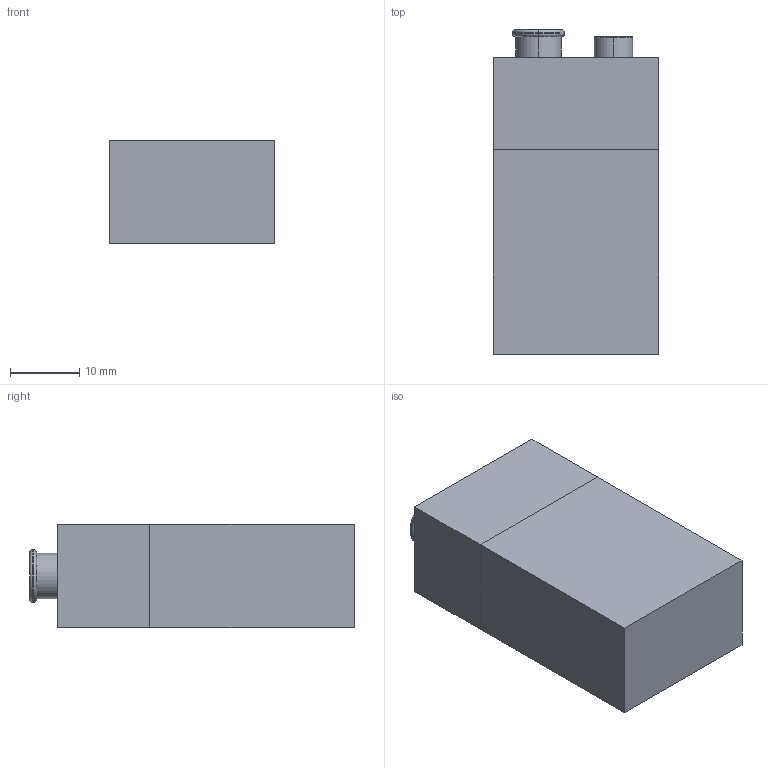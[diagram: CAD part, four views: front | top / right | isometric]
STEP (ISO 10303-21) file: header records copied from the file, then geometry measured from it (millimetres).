
FILE_DESCRIPTION (( 'STEP AP214' ), '1' );
FILE_NAME ('User Library-bateria 9v.STEP', '2015-08-11T16:27:21', ( 'Windows User' ), ( '' ), 'SwSTEP 2.0', 'SolidWorks 2015', '' );
FILE_SCHEMA (( 'AUTOMOTIVE_DESIGN' ));
Length unit declared in the file: millimetre
Products named in the file (1): User Library-bateria 9v
Bounding box: 24 x 47 x 15 mm (x, y, z)
Volume: 15550.3 mm3; surface area: 4332.3 mm2
Topology: 1 solids, 1 shells, 35 faces, 70 edges, 42 vertices
Faces by surface type: plane 15, torus 10, cylinder 10
Entity records: 1056 total; most frequent: DIRECTION 182, CARTESIAN_POINT 148, ORIENTED_EDGE 140, AXIS2_PLACEMENT_3D 76, EDGE_CURVE 70, VERTEX_POINT 42, CIRCLE 40, EDGE_LOOP 40
